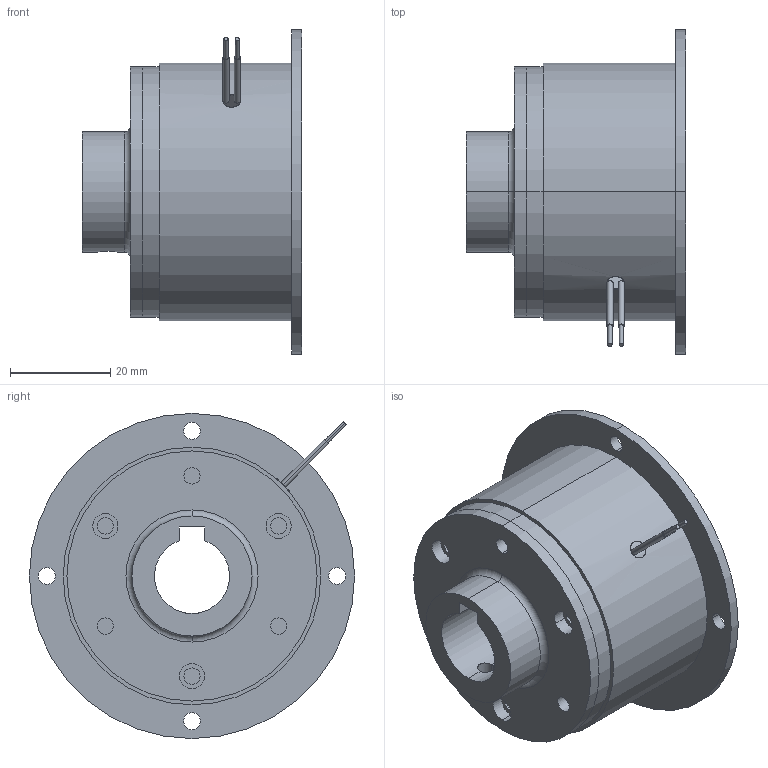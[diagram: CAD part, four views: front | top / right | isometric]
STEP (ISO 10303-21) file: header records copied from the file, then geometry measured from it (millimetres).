
FILE_DESCRIPTION(('starvars output'),'2;1');
FILE_NAME('cv20161201161859000047429.stp','16:18:59 2016/12/01',( 'Thomas Industrial Network Germany GmbH'),( 'Thomas Industrial Network Germany GmbH'),'unknown preprocess','ACIS' ,'unknown authorization');
FILE_SCHEMA(('AUTOMOTIVE_DESIGN_CC2 {UNKNOWN IMPLEMENTATION LEVEL}'));
Length unit declared in the file: millimetre
Products named in the file (1): PRODUCT_ID_1
Bounding box: 43.85 x 65 x 65 mm (x, y, z)
Volume: 58223.6 mm3; surface area: 16747.9 mm2
Topology: 1 solids, 1 shells, 102 faces, 218 edges, 139 vertices
Faces by surface type: cylinder 66, plane 30, cone 4, torus 2
Entity records: 3256 total; most frequent: CARTESIAN_POINT 452, ORIENTED_EDGE 436, DIRECTION 323, EDGE_CURVE 218, VERTEX_POINT 139, EDGE_LOOP 135, FACE_BOUND 135, AXIS2_PLACEMENT_3D 122
